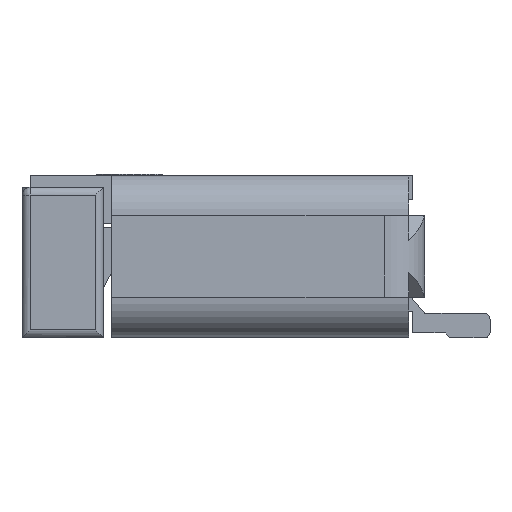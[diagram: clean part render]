
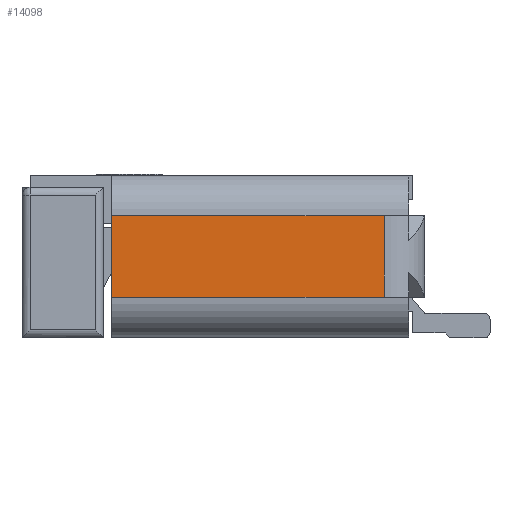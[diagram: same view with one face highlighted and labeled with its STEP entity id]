
A CAD part, left-side view. The second image highlights one B-rep face of the part: STEP entity #14098.
In plain terms, the highlighted planar face has unit normal (-1, 0, 0).
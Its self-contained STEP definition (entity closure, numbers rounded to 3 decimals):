
#3217 = LINE ( 'NONE', #105795, #44568 ) ;
#8527 = DIRECTION ( 'NONE',  ( 0., 0., -1. ) ) ;
#14098 = ADVANCED_FACE ( 'NONE', ( #81020 ), #63304, .F. ) ;
#17714 = LINE ( 'NONE', #54877, #64520 ) ;
#18657 = DIRECTION ( 'NONE',  ( 0., 1., 0. ) ) ;
#24463 = ORIENTED_EDGE ( 'NONE', *, *, #91297, .F. ) ;
#37523 = LINE ( 'NONE', #54052, #117790 ) ;
#40358 = VERTEX_POINT ( 'NONE', #60894 ) ;
#44568 = VECTOR ( 'NONE', #114971, 1000. ) ;
#44842 = EDGE_CURVE ( 'NONE', #56395, #110580, #3217, .T. ) ;
#45486 = CARTESIAN_POINT ( 'NONE',  ( -12.25, 1.775, 0.5 ) ) ;
#47368 = EDGE_LOOP ( 'NONE', ( #24463, #96534, #51496, #74654 ) ) ;
#47497 = CARTESIAN_POINT ( 'NONE',  ( -12.25, -1.575, 0.5 ) ) ;
#51496 = ORIENTED_EDGE ( 'NONE', *, *, #109265, .F. ) ;
#54052 = CARTESIAN_POINT ( 'NONE',  ( -12.25, -4.566, 1.5 ) ) ;
#54877 = CARTESIAN_POINT ( 'NONE',  ( -12.25, -1.575, 1.5 ) ) ;
#56395 = VERTEX_POINT ( 'NONE', #47497 ) ;
#60894 = CARTESIAN_POINT ( 'NONE',  ( -12.25, 1.775, 1.5 ) ) ;
#62506 = DIRECTION ( 'NONE',  ( 0., 0., 1. ) ) ;
#63304 = PLANE ( 'NONE',  #63499 ) ;
#63499 = AXIS2_PLACEMENT_3D ( 'NONE', #70074, #79214, #118278 ) ;
#64520 = VECTOR ( 'NONE', #8527, 1000. ) ;
#64845 = CARTESIAN_POINT ( 'NONE',  ( -12.25, -1.575, 1.5 ) ) ;
#70074 = CARTESIAN_POINT ( 'NONE',  ( -12.25, -4.566, 0. ) ) ;
#74654 = ORIENTED_EDGE ( 'NONE', *, *, #44842, .F. ) ;
#79214 = DIRECTION ( 'NONE',  ( 1., 0., 0. ) ) ;
#81020 = FACE_OUTER_BOUND ( 'NONE', #47368, .T. ) ;
#83586 = VECTOR ( 'NONE', #62506, 1000. ) ;
#83633 = EDGE_CURVE ( 'NONE', #101244, #40358, #37523, .T. ) ;
#91297 = EDGE_CURVE ( 'NONE', #101244, #56395, #17714, .T. ) ;
#96534 = ORIENTED_EDGE ( 'NONE', *, *, #83633, .T. ) ;
#100328 = CARTESIAN_POINT ( 'NONE',  ( -12.25, 1.775, 0. ) ) ;
#101244 = VERTEX_POINT ( 'NONE', #64845 ) ;
#105795 = CARTESIAN_POINT ( 'NONE',  ( -12.25, -4.566, 0.5 ) ) ;
#108921 = LINE ( 'NONE', #100328, #83586 ) ;
#109265 = EDGE_CURVE ( 'NONE', #110580, #40358, #108921, .T. ) ;
#110580 = VERTEX_POINT ( 'NONE', #45486 ) ;
#114971 = DIRECTION ( 'NONE',  ( 0., 1., 0. ) ) ;
#117790 = VECTOR ( 'NONE', #18657, 1000. ) ;
#118278 = DIRECTION ( 'NONE',  ( 0., -1., 0. ) ) ;
